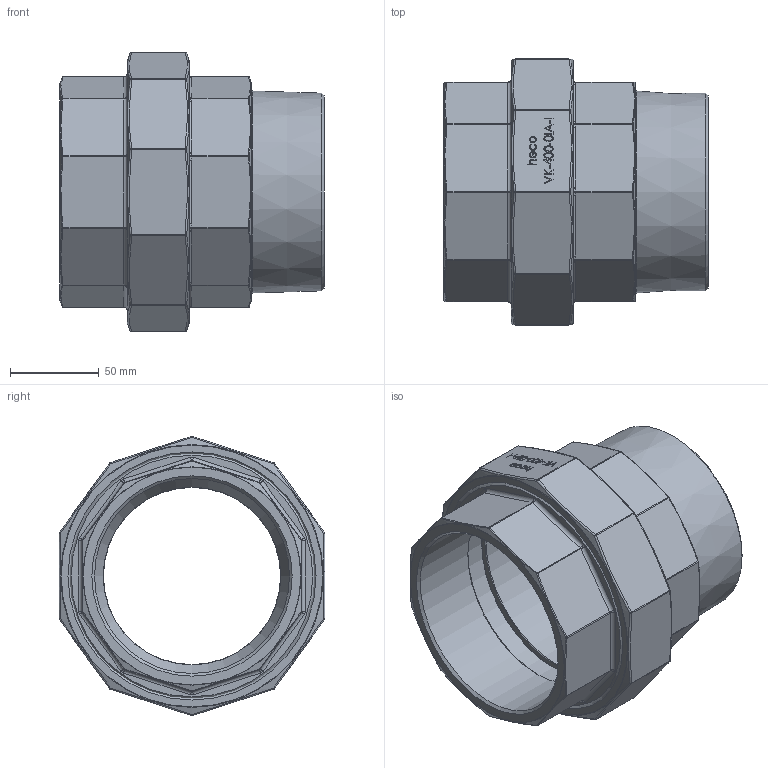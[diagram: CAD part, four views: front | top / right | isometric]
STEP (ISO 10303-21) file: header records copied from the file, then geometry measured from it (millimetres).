
FILE_DESCRIPTION (( 'STEP AP214' ), '1' );
FILE_NAME ('VK-400-0IA-I Verschraubung konisch 2202.STEP', '2022-02-15T10:45:14', ( '' ), ( '' ), 'SwSTEP 2.0', 'SolidWorks 2019', '' );
FILE_SCHEMA (( 'AUTOMOTIVE_DESIGN' ));
Length unit declared in the file: millimetre
Products named in the file (1): VK-400-0IA-I Verschraubung konisch 2202
Bounding box: 149 x 150 x 157.62 mm (x, y, z)
Volume: 596150.2 mm3; surface area: 172076.1 mm2
Topology: 3 solids, 3 shells, 428 faces, 1025 edges, 625 vertices
Faces by surface type: bspline 152, plane 151, cylinder 59, torus 32, sphere 20, cone 14
Full cylindrical faces by diameter (mm): 100 x1, 110.07 x1, 113 x1, 114 x1, 131 x1, 131.5 x1, 136 x1, 136.75 x1, 140 x1
Entity records: 22699 total; most frequent: CARTESIAN_POINT 9370, ORIENTED_EDGE 1912, DIRECTION 1431, EDGE_CURVE 956, VERTEX_POINT 609, AXIS2_PLACEMENT_3D 522, EDGE_LOOP 509, FACE_OUTER_BOUND 459
